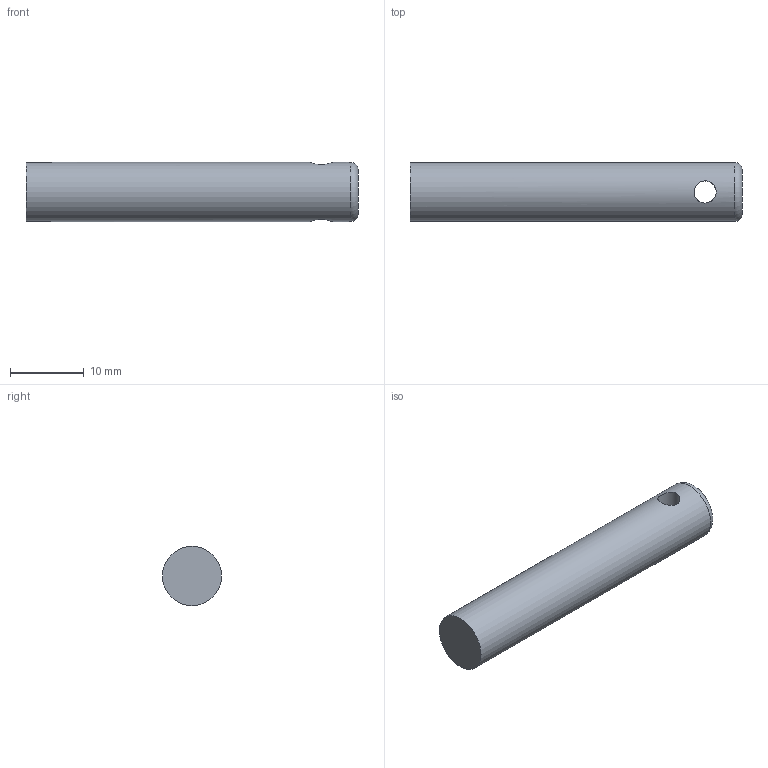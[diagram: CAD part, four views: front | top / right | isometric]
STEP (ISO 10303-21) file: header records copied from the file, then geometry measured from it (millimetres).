
FILE_DESCRIPTION(/* description */ (''),/* implementation_level */ '2;1');
FILE_NAME(/* name */ 'piston.stp',/* time_stamp */ '2022-05-04T14:43:16-03:00',/* author */ ('19710060'),/* organization */ (''),/* preprocessor_version */ 'ST-DEVELOPER v18.1',/* originating_system */ 'Autodesk Inventor 2022',/* authorisation */ '');
FILE_SCHEMA (('AUTOMOTIVE_DESIGN { 1 0 10303 214 3 1 1 }'));
Length unit declared in the file: millimetre
Products named in the file (1): piston
Bounding box: 45 x 8 x 8 mm (x, y, z)
Volume: 2201.3 mm3; surface area: 1278.5 mm2
Topology: 1 solids, 1 shells, 5 faces, 11 edges, 8 vertices
Faces by surface type: cylinder 2, plane 2, torus 1
Full cylindrical faces by diameter (mm): 3 x1, 8 x1
Entity records: 254 total; most frequent: CARTESIAN_POINT 94, DIRECTION 24, ORIENTED_EDGE 22, EDGE_CURVE 11, AXIS2_PLACEMENT_3D 11, VERTEX_POINT 8, EDGE_LOOP 7, CIRCLE 5
